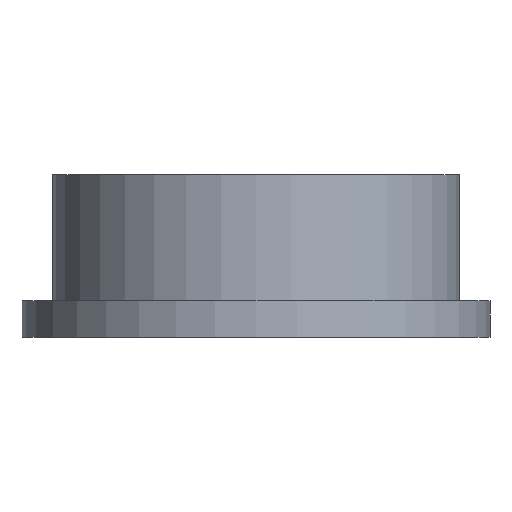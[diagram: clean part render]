
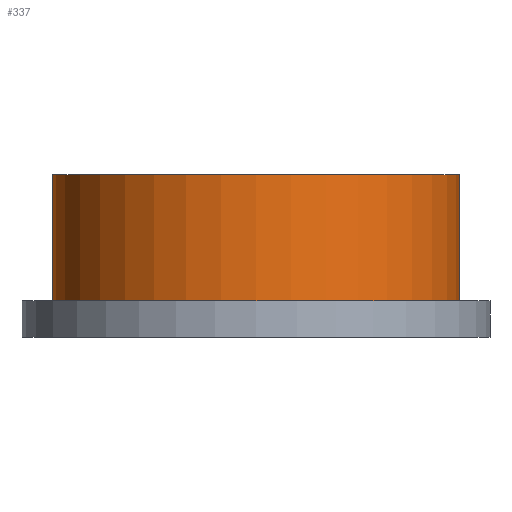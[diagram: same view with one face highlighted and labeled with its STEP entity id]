
A CAD part, front view. The second image highlights one B-rep face of the part: STEP entity #337.
In plain terms, the highlighted cylindrical face has radius 5 mm (diameter 10 mm), a full revolution.
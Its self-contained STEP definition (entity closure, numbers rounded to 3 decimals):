
#73=FACE_OUTER_BOUND('',#106,.T.);
#106=EDGE_LOOP('',(#293,#294,#295,#296,#297));
#116=LINE('',#621,#123);
#123=VECTOR('',#519,5.);
#143=CIRCLE('',#387,5.);
#153=CIRCLE('',#404,5.);
#154=CIRCLE('',#405,5.);
#175=VERTEX_POINT('',#594);
#183=VERTEX_POINT('',#620);
#184=VERTEX_POINT('',#622);
#210=EDGE_CURVE('',#175,#175,#143,.T.);
#221=EDGE_CURVE('',#175,#183,#116,.T.);
#222=EDGE_CURVE('',#184,#183,#153,.T.);
#223=EDGE_CURVE('',#183,#184,#154,.T.);
#293=ORIENTED_EDGE('',*,*,#210,.F.);
#294=ORIENTED_EDGE('',*,*,#221,.T.);
#295=ORIENTED_EDGE('',*,*,#222,.F.);
#296=ORIENTED_EDGE('',*,*,#223,.F.);
#297=ORIENTED_EDGE('',*,*,#221,.F.);
#316=CYLINDRICAL_SURFACE('',#403,5.);
#337=ADVANCED_FACE('',(#73),#316,.T.);
#387=AXIS2_PLACEMENT_3D('',#595,#484,#485);
#403=AXIS2_PLACEMENT_3D('',#619,#517,#518);
#404=AXIS2_PLACEMENT_3D('',#623,#520,#521);
#405=AXIS2_PLACEMENT_3D('',#624,#522,#523);
#484=DIRECTION('center_axis',(0.,0.,1.));
#485=DIRECTION('ref_axis',(1.,0.,0.));
#517=DIRECTION('center_axis',(0.,0.,1.));
#518=DIRECTION('ref_axis',(1.,0.,0.));
#519=DIRECTION('',(0.,0.,-1.));
#520=DIRECTION('center_axis',(0.,0.,-1.));
#521=DIRECTION('ref_axis',(1.,0.,0.));
#522=DIRECTION('center_axis',(0.,0.,-1.));
#523=DIRECTION('ref_axis',(1.,0.,0.));
#594=CARTESIAN_POINT('',(-5.,0.,4.));
#595=CARTESIAN_POINT('Origin',(0.,0.,4.));
#619=CARTESIAN_POINT('Origin',(0.,0.,0.));
#620=CARTESIAN_POINT('',(-5.,0.,0.65));
#621=CARTESIAN_POINT('',(-5.,0.,0.));
#622=CARTESIAN_POINT('',(5.,0.,0.65));
#623=CARTESIAN_POINT('Origin',(0.,0.,0.65));
#624=CARTESIAN_POINT('Origin',(0.,0.,0.65));
